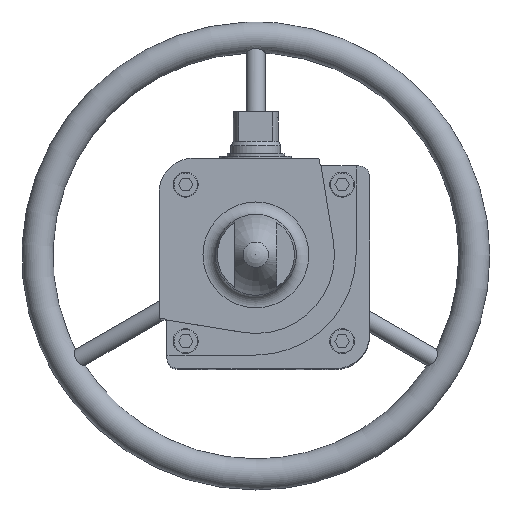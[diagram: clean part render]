
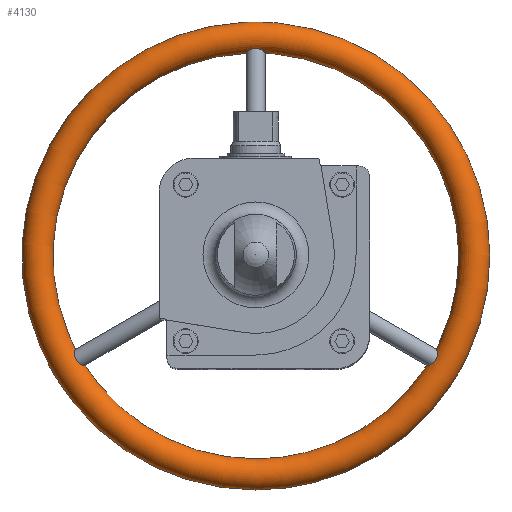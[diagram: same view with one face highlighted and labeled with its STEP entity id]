
A CAD part, top view. The second image highlights one B-rep face of the part: STEP entity #4130.
In plain terms, the highlighted toroidal (fillet/blend) face has major radius 140 mm and minor radius 10 mm.
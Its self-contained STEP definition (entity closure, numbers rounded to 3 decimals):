
#93=TOROIDAL_SURFACE('',#4467,140.,10.);
#107=B_SPLINE_CURVE_WITH_KNOTS('',3,(#6419,#6420,#6421,#6422,#6423,#6424,
#6425,#6426,#6427,#6428,#6429,#6430,#6431,#6432,#6433,#6434,#6435,#6436,
#6437),.UNSPECIFIED.,.T.,.F.,(1,1,1,1,1,1,1,1,1,1,1,1,1,1,1,1,1,1,1,1,1,
1,1),(-0.007,-0.005,-0.002,0.,
0.002,0.005,0.007,0.01,
0.012,0.015,0.017,0.019,
0.022,0.024,0.027,0.029,
0.031,0.034,0.036,0.039,
0.041,0.044,0.046),.UNSPECIFIED.);
#108=B_SPLINE_CURVE_WITH_KNOTS('',3,(#6439,#6440,#6441,#6442,#6443,#6444,
#6445,#6446,#6447,#6448,#6449,#6450,#6451,#6452,#6453,#6454,#6455,#6456,
#6457),.UNSPECIFIED.,.T.,.F.,(1,1,1,1,1,1,1,1,1,1,1,1,1,1,1,1,1,1,1,1,1,
1,1),(-0.007,-0.005,-0.002,0.,
0.002,0.005,0.007,0.01,
0.012,0.014,0.017,0.019,
0.022,0.024,0.027,0.029,
0.031,0.034,0.036,0.039,
0.041,0.043,0.046),.UNSPECIFIED.);
#109=B_SPLINE_CURVE_WITH_KNOTS('',3,(#6459,#6460,#6461,#6462,#6463,#6464,
#6465,#6466,#6467,#6468,#6469,#6470,#6471,#6472,#6473,#6474,#6475,#6476,
#6477),.UNSPECIFIED.,.T.,.F.,(1,1,1,1,1,1,1,1,1,1,1,1,1,1,1,1,1,1,1,1,1,
1,1),(-0.007,-0.005,-0.002,0.,
0.002,0.005,0.007,0.01,
0.012,0.015,0.017,0.019,
0.022,0.024,0.027,0.029,
0.031,0.034,0.036,0.039,
0.041,0.044,0.046),.UNSPECIFIED.);
#1096=ORIENTED_EDGE('',*,*,#2182,.F.);
#1097=ORIENTED_EDGE('',*,*,#2183,.T.);
#1098=ORIENTED_EDGE('',*,*,#2184,.T.);
#2182=EDGE_CURVE('',#2718,#2718,#107,.T.);
#2183=EDGE_CURVE('',#2719,#2719,#108,.T.);
#2184=EDGE_CURVE('',#2720,#2720,#109,.T.);
#2718=VERTEX_POINT('',#6438);
#2719=VERTEX_POINT('',#6458);
#2720=VERTEX_POINT('',#6478);
#3264=EDGE_LOOP('',(#1096));
#3265=EDGE_LOOP('',(#1097));
#3266=EDGE_LOOP('',(#1098));
#3658=FACE_BOUND('',#3264,.T.);
#3659=FACE_BOUND('',#3265,.T.);
#3660=FACE_BOUND('',#3266,.T.);
#4130=ADVANCED_FACE('',(#3658,#3659,#3660),#93,.T.);
#4467=AXIS2_PLACEMENT_3D('',#6418,#5056,#5057);
#5056=DIRECTION('',(0.,0.,-1.));
#5057=DIRECTION('',(-1.,0.,0.));
#6418=CARTESIAN_POINT('',(0.,0.,-271.4));
#6419=CARTESIAN_POINT('',(-5.612,129.815,-272.075));
#6420=CARTESIAN_POINT('',(-4.269,130.253,-274.124));
#6421=CARTESIAN_POINT('',(-2.382,130.876,-275.58));
#6422=CARTESIAN_POINT('',(0.03,131.229,-276.183));
#6423=CARTESIAN_POINT('',(2.447,130.859,-275.547));
#6424=CARTESIAN_POINT('',(4.316,130.236,-274.071));
#6425=CARTESIAN_POINT('',(5.631,129.812,-272.023));
#6426=CARTESIAN_POINT('',(6.168,129.912,-269.593));
#6427=CARTESIAN_POINT('',(5.695,130.68,-267.255));
#6428=CARTESIAN_POINT('',(4.352,131.801,-265.487));
#6429=CARTESIAN_POINT('',(2.401,132.837,-264.382));
#6430=CARTESIAN_POINT('',(-0.011,133.305,-263.983));
#6431=CARTESIAN_POINT('',(-2.441,132.824,-264.393));
#6432=CARTESIAN_POINT('',(-4.389,131.776,-265.519));
#6433=CARTESIAN_POINT('',(-5.71,130.663,-267.294));
#6434=CARTESIAN_POINT('',(-6.168,129.905,-269.629));
#6435=CARTESIAN_POINT('',(-5.612,129.815,-272.075));
#6436=CARTESIAN_POINT('',(-4.269,130.253,-274.124));
#6437=CARTESIAN_POINT('',(-2.382,130.876,-275.58));
#6438=CARTESIAN_POINT('',(-4.178,130.284,-274.025));
#6439=CARTESIAN_POINT('',(109.363,-70.173,-270.47));
#6440=CARTESIAN_POINT('',(109.903,-69.488,-272.83));
#6441=CARTESIAN_POINT('',(111.125,-68.433,-274.672));
#6442=CARTESIAN_POINT('',(112.678,-66.949,-275.9));
#6443=CARTESIAN_POINT('',(114.041,-64.835,-276.105));
#6444=CARTESIAN_POINT('',(114.71,-62.615,-275.127));
#6445=CARTESIAN_POINT('',(115.043,-60.856,-273.451));
#6446=CARTESIAN_POINT('',(115.341,-59.767,-271.246));
#6447=CARTESIAN_POINT('',(115.732,-59.745,-268.776));
#6448=CARTESIAN_POINT('',(116.146,-60.905,-266.592));
#6449=CARTESIAN_POINT('',(116.349,-62.829,-265.046));
#6450=CARTESIAN_POINT('',(116.074,-65.126,-264.163));
#6451=CARTESIAN_POINT('',(114.967,-67.363,-264.03));
#6452=CARTESIAN_POINT('',(113.174,-68.987,-264.697));
#6453=CARTESIAN_POINT('',(111.332,-69.947,-266.042));
#6454=CARTESIAN_POINT('',(109.896,-70.347,-268.03));
#6455=CARTESIAN_POINT('',(109.363,-70.173,-270.47));
#6456=CARTESIAN_POINT('',(109.903,-69.488,-272.83));
#6457=CARTESIAN_POINT('',(111.125,-68.433,-274.672));
#6458=CARTESIAN_POINT('',(110.016,-69.426,-272.744));
#6459=CARTESIAN_POINT('',(-114.668,-62.814,-275.259));
#6460=CARTESIAN_POINT('',(-113.936,-65.067,-276.144));
#6461=CARTESIAN_POINT('',(-112.519,-67.123,-275.814));
#6462=CARTESIAN_POINT('',(-110.98,-68.558,-274.51));
#6463=CARTESIAN_POINT('',(-109.809,-69.576,-272.608));
#6464=CARTESIAN_POINT('',(-109.366,-70.212,-270.233));
#6465=CARTESIAN_POINT('',(-110.,-70.334,-267.816));
#6466=CARTESIAN_POINT('',(-111.5,-69.879,-265.884));
#6467=CARTESIAN_POINT('',(-113.356,-68.862,-264.604));
#6468=CARTESIAN_POINT('',(-115.097,-67.189,-264.01));
#6469=CARTESIAN_POINT('',(-116.129,-64.916,-264.212));
#6470=CARTESIAN_POINT('',(-116.345,-62.629,-265.162));
#6471=CARTESIAN_POINT('',(-116.113,-60.762,-266.767));
#6472=CARTESIAN_POINT('',(-115.695,-59.698,-268.986));
#6473=CARTESIAN_POINT('',(-115.311,-59.825,-271.461));
#6474=CARTESIAN_POINT('',(-115.016,-60.998,-273.635));
#6475=CARTESIAN_POINT('',(-114.668,-62.814,-275.259));
#6476=CARTESIAN_POINT('',(-113.936,-65.067,-276.144));
#6477=CARTESIAN_POINT('',(-112.519,-67.123,-275.814));
#6478=CARTESIAN_POINT('',(-113.822,-65.034,-275.942));
